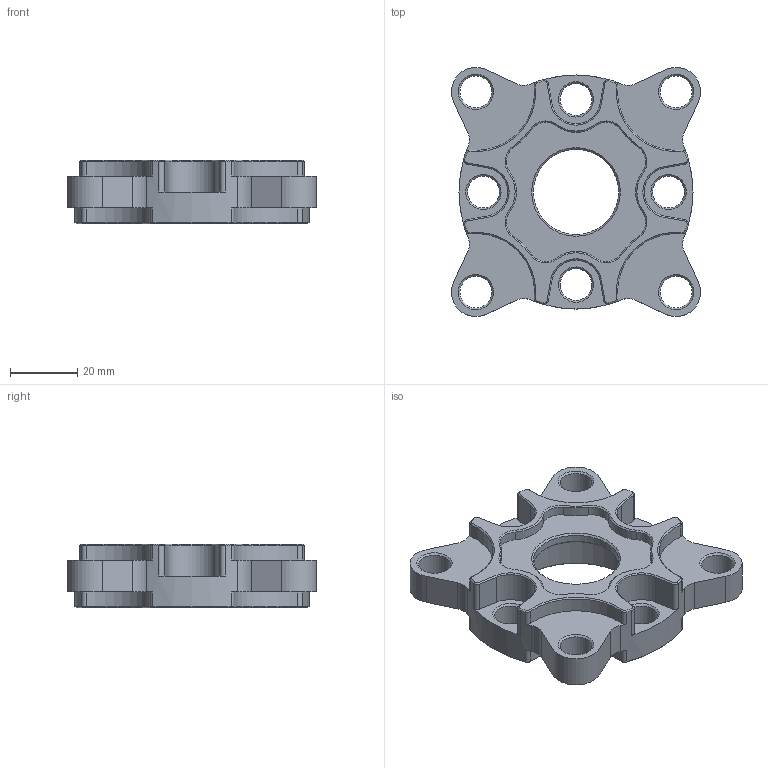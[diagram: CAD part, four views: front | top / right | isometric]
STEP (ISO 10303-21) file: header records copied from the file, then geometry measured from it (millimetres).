
FILE_DESCRIPTION(/* description */ (''),/* implementation_level */ '2;1');
FILE_NAME(/* name */ 'Hub_Imported Part v1.step',/* time_stamp */ '2025-09-01T15:13:43-04:00',/* author */ (''),/* organization */ (''),/* preprocessor_version */ 'ST-DEVELOPER v20.1',/* originating_system */ 'Autodesk Translation Framework v14.10.0.0',/* authorisation */ '');
FILE_SCHEMA (('AUTOMOTIVE_DESIGN { 1 0 10303 214 3 1 1 }'));
Length unit declared in the file: inch
Products named in the file (3): Hub_Imported Part; Body1; TP_Stock
Assembly tree (2 placements, depth 2):
  Hub_Imported Part
    Body1
    TP_Stock
Bounding box: 74.27 x 74.27 x 19.05 mm (x, y, z)
Volume: 39619.5 mm3; surface area: 17257.8 mm2
Topology: 1 solids, 1 shells, 201 faces, 508 edges, 311 vertices
Faces by surface type: cone 83, cylinder 78, plane 40
Full cylindrical faces by diameter (mm): 9.525 x8, 25.425 x1, 39.37 x1
Entity records: 6191 total; most frequent: DIRECTION 1191, CARTESIAN_POINT 1025, ORIENTED_EDGE 1016, EDGE_CURVE 508, AXIS2_PLACEMENT_3D 477, VERTEX_POINT 311, CIRCLE 271, LINE 237
